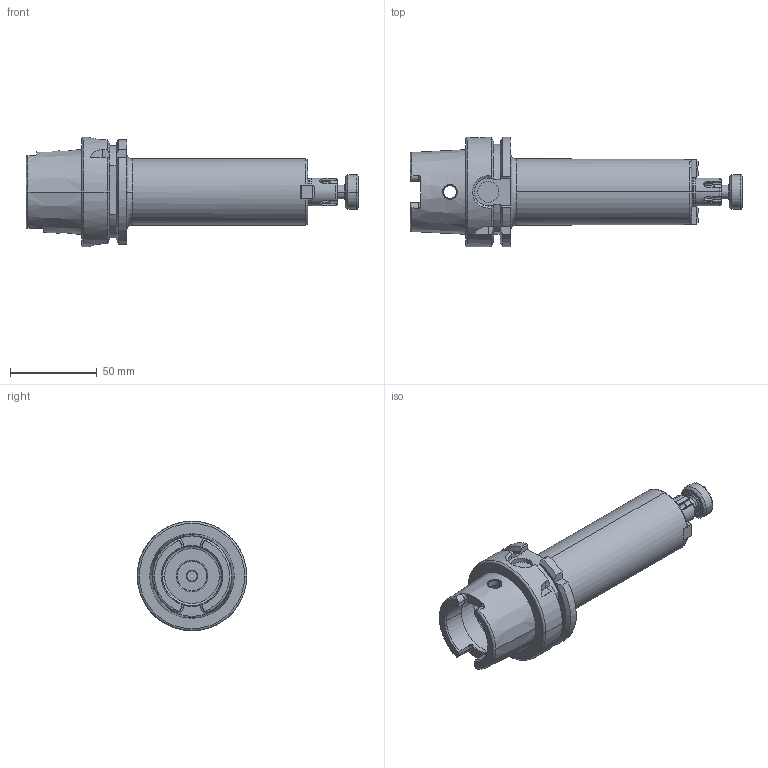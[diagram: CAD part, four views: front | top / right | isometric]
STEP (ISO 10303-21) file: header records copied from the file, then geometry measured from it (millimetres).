
FILE_DESCRIPTION (( 'STEP AP203' ), '1' );
FILE_NAME ('9163A-AS516130.STEP', '2017-09-01T09:21:42', ( '' ), ( '' ), 'SwSTEP 2.0', 'SolidWorks 2009', '' );
FILE_SCHEMA (( 'CONFIG_CONTROL_DESIGN' ));
Length unit declared in the file: millimetre
Products named in the file (7): HSKA63SMS16130TCWW; AS-M4X12_DIN 912 M4 x 10 --- 10N; 9163A-AS516130; CCS-M8-16-SHORT LENGHT; CCS-M8-16-1-SHORT LENGHT; CCS-M8-16-2; KEY 08x10x8-16
Assembly tree (8 placements, depth 3):
  9163A-AS516130
    CCS-M8-16-SHORT LENGHT
      CCS-M8-16-1-SHORT LENGHT
      CCS-M8-16-2
    HSKA63SMS16130TCWW
    AS-M4X12_DIN 912 M4 x 10 --- 10N  x2
    KEY 08x10x8-16  x2
Bounding box: 191 x 63 x 63 mm (x, y, z)
Volume: 200847.4 mm3; surface area: 42526 mm2
Topology: 7 solids, 7 shells, 369 faces, 928 edges, 570 vertices
Faces by surface type: plane 147, cylinder 97, cone 64, torus 43, bspline 10, sphere 8
Entity records: 12338 total; most frequent: CARTESIAN_POINT 3893, ORIENTED_EDGE 1628, DIRECTION 1595, EDGE_CURVE 814, AXIS2_PLACEMENT_3D 631, VERTEX_POINT 509, EDGE_LOOP 347, VECTOR 333
